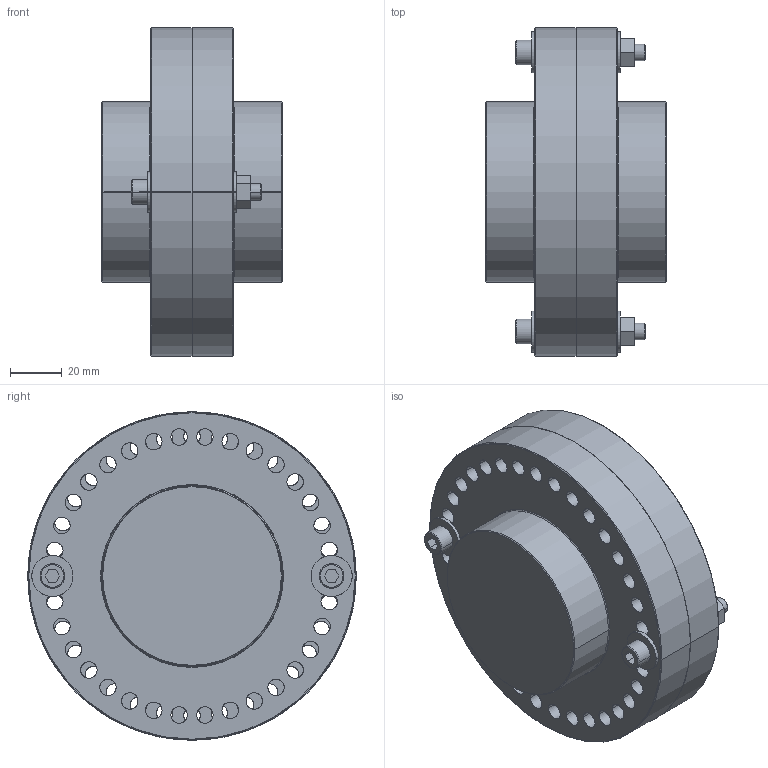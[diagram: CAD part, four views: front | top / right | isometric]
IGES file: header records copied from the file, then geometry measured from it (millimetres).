
Start section: SolidWorks IGES file using analytic representation for surfaces
Global section: file name: TH-5.igs; native system: SolidWorks 2010; preprocessor: SolidWorks 2010; author: Josh; date: 110815.072102; units: inch
Bounding box: 69.85 x 127 x 127 mm (x, y, z)
Surface area: 93195.7 mm2 (no closed solid volume)
Topology: 0 solids, 0 shells, 238 faces, 6544 edges, 6544 vertices
Faces by surface type: revolution 188, bspline 50
